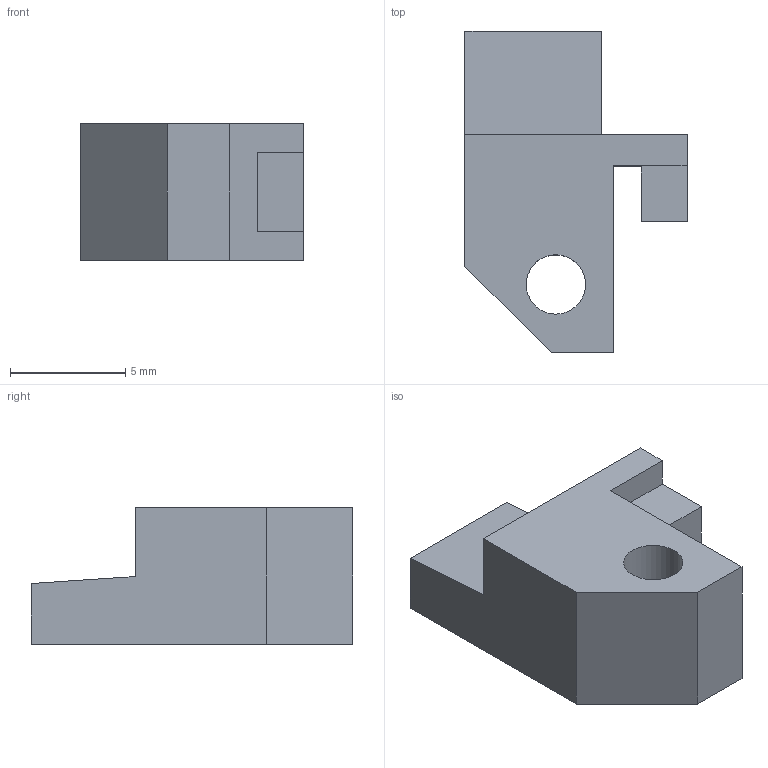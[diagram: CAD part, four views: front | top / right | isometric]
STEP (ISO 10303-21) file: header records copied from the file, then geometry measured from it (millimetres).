
FILE_DESCRIPTION(/* description */ (''),/* implementation_level */ '2;1');
FILE_NAME(/* name */ '100124056ugm000_b.stp',/* time_stamp */ '2016-09-28T11:33:52+02:00',/* author */ (''),/* organization */ (''),/* preprocessor_version */ 'ST-DEVELOPER v16',/* originating_system */ 'SIEMENS PLM Software NX 10.0',/* authorisation */ '');
FILE_SCHEMA (('AUTOMOTIVE_DESIGN { 1 0 10303 214 3 1 1 1 }'));
Length unit declared in the file: millimetre
Products named in the file (1): 100124056ugm000_b
Bounding box: 9.65 x 13.95 x 5.95 mm (x, y, z)
Volume: 407.1 mm3; surface area: 471.7 mm2
Topology: 1 solids, 1 shells, 17 faces, 45 edges, 32 vertices
Faces by surface type: plane 16, cylinder 1
Full cylindrical faces by diameter (mm): 2.58 x1
Entity records: 567 total; most frequent: CARTESIAN_POINT 94, ORIENTED_EDGE 88, DIRECTION 82, EDGE_CURVE 44, LINE 42, VECTOR 42, VERTEX_POINT 30, EDGE_LOOP 20
